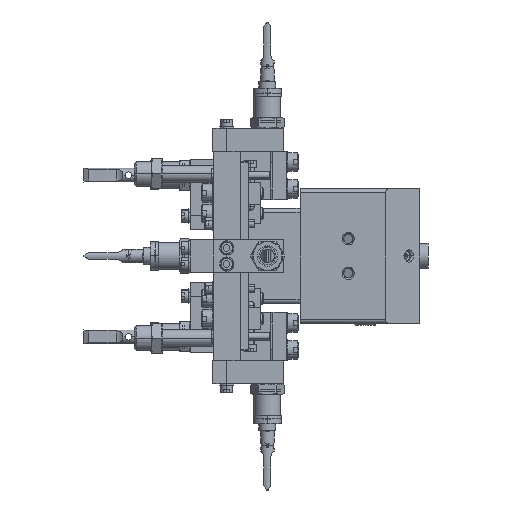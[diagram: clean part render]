
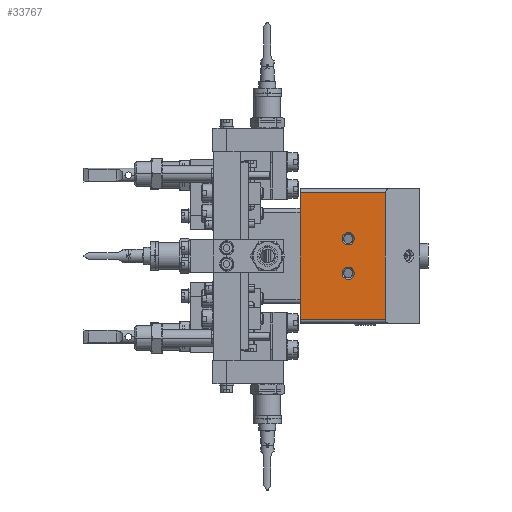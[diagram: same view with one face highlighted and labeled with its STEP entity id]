
A CAD part, left-side view. The second image highlights one B-rep face of the part: STEP entity #33767.
In plain terms, the highlighted planar face has unit normal (-1, 0, 0).
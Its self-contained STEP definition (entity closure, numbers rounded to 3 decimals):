
#532 = EDGE_CURVE ( 'NONE', #6685, #25983, #18370, .T. ) ;
#1807 = LINE ( 'NONE', #29601, #2671 ) ;
#1832 = DIRECTION ( 'NONE',  ( 0., 0., -1. ) ) ;
#1843 = AXIS2_PLACEMENT_3D ( 'NONE', #30685, #14256, #33472 ) ;
#2064 = ORIENTED_EDGE ( 'NONE', *, *, #8885, .F. ) ;
#2671 = VECTOR ( 'NONE', #24308, 1000. ) ;
#2891 = ORIENTED_EDGE ( 'NONE', *, *, #18196, .T. ) ;
#3251 = EDGE_LOOP ( 'NONE', ( #35516, #2064 ) ) ;
#3853 = CARTESIAN_POINT ( 'NONE',  ( -25.019, 40.081, 8.687 ) ) ;
#3999 = CARTESIAN_POINT ( 'NONE',  ( -25.019, 22.205, 23.419 ) ) ;
#4626 = ORIENTED_EDGE ( 'NONE', *, *, #15685, .F. ) ;
#4813 = EDGE_CURVE ( 'NONE', #29968, #9318, #7325, .T. ) ;
#4902 = FACE_OUTER_BOUND ( 'NONE', #8669, .T. ) ;
#6685 = VERTEX_POINT ( 'NONE', #29010 ) ;
#6818 = VERTEX_POINT ( 'NONE', #23834 ) ;
#7100 = VECTOR ( 'NONE', #22902, 1000. ) ;
#7325 = LINE ( 'NONE', #18358, #13860 ) ;
#7377 = CARTESIAN_POINT ( 'NONE',  ( -25.019, 40.081, -8.687 ) ) ;
#8106 = LINE ( 'NONE', #33658, #21951 ) ;
#8270 = CARTESIAN_POINT ( 'NONE',  ( -25.019, 40.081, -6.414 ) ) ;
#8431 = CARTESIAN_POINT ( 'NONE',  ( -25.019, 40.081, 6.414 ) ) ;
#8669 = EDGE_LOOP ( 'NONE', ( #33728, #30471, #24536, #2891 ) ) ;
#8885 = EDGE_CURVE ( 'NONE', #6818, #9111, #18235, .T. ) ;
#9111 = VERTEX_POINT ( 'NONE', #3853 ) ;
#9318 = VERTEX_POINT ( 'NONE', #32383 ) ;
#11040 = VERTEX_POINT ( 'NONE', #22548 ) ;
#11071 = DIRECTION ( 'NONE',  ( 0., 0., 1. ) ) ;
#11222 = DIRECTION ( 'NONE',  ( 0., 0., 1. ) ) ;
#12632 = PLANE ( 'NONE',  #33313 ) ;
#12749 = DIRECTION ( 'NONE',  ( 0., 0., 1. ) ) ;
#13084 = DIRECTION ( 'NONE',  ( -1., 0., 0. ) ) ;
#13860 = VECTOR ( 'NONE', #1832, 1000. ) ;
#14256 = DIRECTION ( 'NONE',  ( -1., 0., 0. ) ) ;
#14300 = CIRCLE ( 'NONE', #24716, 2.273 ) ;
#14435 = DIRECTION ( 'NONE',  ( 0., -1., 0. ) ) ;
#14534 = AXIS2_PLACEMENT_3D ( 'NONE', #29550, #13084, #32327 ) ;
#15685 = EDGE_CURVE ( 'NONE', #25983, #6685, #14300, .T. ) ;
#15782 = EDGE_CURVE ( 'NONE', #9111, #6818, #18122, .T. ) ;
#17464 = CARTESIAN_POINT ( 'NONE',  ( -25.019, 22.205, 25.019 ) ) ;
#18122 = CIRCLE ( 'NONE', #1843, 2.273 ) ;
#18196 = EDGE_CURVE ( 'NONE', #9318, #11040, #8106, .T. ) ;
#18235 = CIRCLE ( 'NONE', #21838, 2.273 ) ;
#18358 = CARTESIAN_POINT ( 'NONE',  ( -25.019, 53.848, 25.019 ) ) ;
#18370 = CIRCLE ( 'NONE', #14534, 2.273 ) ;
#19600 = FACE_BOUND ( 'NONE', #31990, .T. ) ;
#20060 = ORIENTED_EDGE ( 'NONE', *, *, #532, .F. ) ;
#21408 = CARTESIAN_POINT ( 'NONE',  ( -25.019, 53.848, 23.419 ) ) ;
#21838 = AXIS2_PLACEMENT_3D ( 'NONE', #8431, #27735, #11222 ) ;
#21951 = VECTOR ( 'NONE', #14435, 1000. ) ;
#22548 = CARTESIAN_POINT ( 'NONE',  ( -25.019, 22.205, -23.419 ) ) ;
#22902 = DIRECTION ( 'NONE',  ( 0., 0., -1. ) ) ;
#23834 = CARTESIAN_POINT ( 'NONE',  ( -25.019, 40.081, 4.14 ) ) ;
#24308 = DIRECTION ( 'NONE',  ( 0., 1., 0. ) ) ;
#24536 = ORIENTED_EDGE ( 'NONE', *, *, #4813, .T. ) ;
#24716 = AXIS2_PLACEMENT_3D ( 'NONE', #8270, #27582, #11071 ) ;
#25069 = EDGE_CURVE ( 'NONE', #28373, #11040, #30805, .T. ) ;
#25983 = VERTEX_POINT ( 'NONE', #7377 ) ;
#26472 = CARTESIAN_POINT ( 'NONE',  ( -25.019, 66.548, 25.019 ) ) ;
#27269 = EDGE_CURVE ( 'NONE', #28373, #29968, #1807, .T. ) ;
#27582 = DIRECTION ( 'NONE',  ( -1., 0., 0. ) ) ;
#27735 = DIRECTION ( 'NONE',  ( -1., 0., 0. ) ) ;
#28373 = VERTEX_POINT ( 'NONE', #3999 ) ;
#29010 = CARTESIAN_POINT ( 'NONE',  ( -25.019, 40.081, -4.14 ) ) ;
#29239 = DIRECTION ( 'NONE',  ( -1., 0., 0. ) ) ;
#29550 = CARTESIAN_POINT ( 'NONE',  ( -25.019, 40.081, -6.414 ) ) ;
#29601 = CARTESIAN_POINT ( 'NONE',  ( -25.019, 66.548, 23.419 ) ) ;
#29968 = VERTEX_POINT ( 'NONE', #21408 ) ;
#30471 = ORIENTED_EDGE ( 'NONE', *, *, #27269, .T. ) ;
#30685 = CARTESIAN_POINT ( 'NONE',  ( -25.019, 40.081, 6.414 ) ) ;
#30805 = LINE ( 'NONE', #17464, #7100 ) ;
#31990 = EDGE_LOOP ( 'NONE', ( #20060, #4626 ) ) ;
#32327 = DIRECTION ( 'NONE',  ( 0., 0., 1. ) ) ;
#32383 = CARTESIAN_POINT ( 'NONE',  ( -25.019, 53.848, -23.419 ) ) ;
#33313 = AXIS2_PLACEMENT_3D ( 'NONE', #26472, #29239, #12749 ) ;
#33472 = DIRECTION ( 'NONE',  ( 0., 0., 1. ) ) ;
#33658 = CARTESIAN_POINT ( 'NONE',  ( -25.019, 66.548, -23.419 ) ) ;
#33728 = ORIENTED_EDGE ( 'NONE', *, *, #25069, .F. ) ;
#33767 = ADVANCED_FACE ( 'NONE', ( #19600, #34225, #4902 ), #12632, .T. ) ;
#34225 = FACE_BOUND ( 'NONE', #3251, .T. ) ;
#35516 = ORIENTED_EDGE ( 'NONE', *, *, #15782, .F. ) ;
